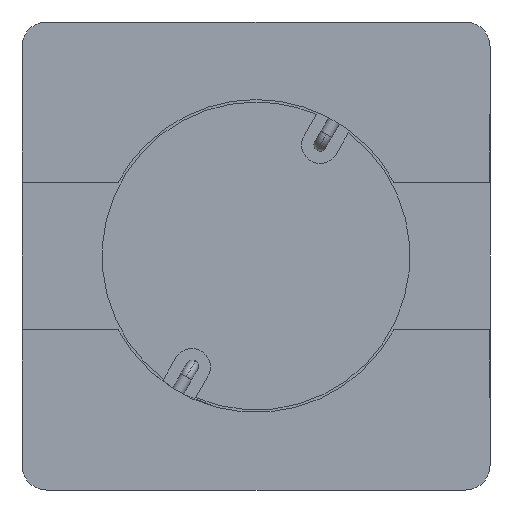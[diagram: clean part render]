
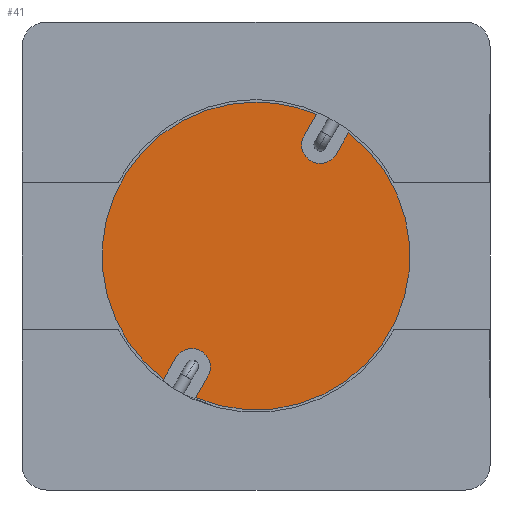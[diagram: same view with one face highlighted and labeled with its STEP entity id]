
A CAD part, front view. The second image highlights one B-rep face of the part: STEP entity #41.
In plain terms, the highlighted planar face has unit normal (0, -1, 0).
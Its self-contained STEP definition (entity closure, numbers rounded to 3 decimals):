
#41 = ADVANCED_FACE ( 'NONE', ( #1866 ), #1361, .T. ) ;
#50 = EDGE_CURVE ( 'NONE', #984, #1646, #610, .T. ) ;
#150 = ORIENTED_EDGE ( 'NONE', *, *, #1503, .T. ) ;
#159 = LINE ( 'NONE', #1654, #413 ) ;
#189 = CARTESIAN_POINT ( 'NONE',  ( -0.52, -0.95, -0.752 ) ) ;
#226 = CARTESIAN_POINT ( 'NONE',  ( 0.491, -0.95, 1.15 ) ) ;
#253 = DIRECTION ( 'NONE',  ( 0., -1., 0. ) ) ;
#283 = VERTEX_POINT ( 'NONE', #1615 ) ;
#332 = CARTESIAN_POINT ( 'NONE',  ( -0.75, -0.95, -1. ) ) ;
#389 = VERTEX_POINT ( 'NONE', #481 ) ;
#413 = VECTOR ( 'NONE', #2570, 1000. ) ;
#424 = VERTEX_POINT ( 'NONE', #520 ) ;
#471 = CIRCLE ( 'NONE', #1533, 1.25 ) ;
#481 = CARTESIAN_POINT ( 'NONE',  ( -0.65, -0.95, -0.827 ) ) ;
#491 = VERTEX_POINT ( 'NONE', #2767 ) ;
#520 = CARTESIAN_POINT ( 'NONE',  ( 0.391, -0.95, 0.977 ) ) ;
#544 = ORIENTED_EDGE ( 'NONE', *, *, #50, .T. ) ;
#579 = VECTOR ( 'NONE', #1874, 1000. ) ;
#610 = CIRCLE ( 'NONE', #1669, 0.15 ) ;
#613 = DIRECTION ( 'NONE',  ( 0., 0., -1. ) ) ;
#620 = CARTESIAN_POINT ( 'NONE',  ( 0.491, -0.95, 1.15 ) ) ;
#741 = DIRECTION ( 'NONE',  ( 0., 0., -1. ) ) ;
#742 = EDGE_CURVE ( 'NONE', #491, #2782, #471, .T. ) ;
#797 = AXIS2_PLACEMENT_3D ( 'NONE', #1628, #2761, #932 ) ;
#846 = VERTEX_POINT ( 'NONE', #620 ) ;
#932 = DIRECTION ( 'NONE',  ( 0., 0., -1. ) ) ;
#938 = DIRECTION ( 'NONE',  ( -0.5, 0., -0.866 ) ) ;
#956 = CARTESIAN_POINT ( 'NONE',  ( 0.65, -0.95, 0.827 ) ) ;
#962 = AXIS2_PLACEMENT_3D ( 'NONE', #2930, #1810, #2236 ) ;
#977 = CIRCLE ( 'NONE', #2871, 0.15 ) ;
#984 = VERTEX_POINT ( 'NONE', #189 ) ;
#1029 = EDGE_CURVE ( 'NONE', #2607, #424, #2021, .T. ) ;
#1058 = CARTESIAN_POINT ( 'NONE',  ( 0., -0.95, 0. ) ) ;
#1099 = CARTESIAN_POINT ( 'NONE',  ( 0.75, -0.95, 1. ) ) ;
#1102 = CIRCLE ( 'NONE', #2800, 1.25 ) ;
#1132 = DIRECTION ( 'NONE',  ( 0., -1., 0. ) ) ;
#1158 = DIRECTION ( 'NONE',  ( 0., 1., 0. ) ) ;
#1170 = EDGE_CURVE ( 'NONE', #846, #283, #2828, .T. ) ;
#1259 = ORIENTED_EDGE ( 'NONE', *, *, #2108, .T. ) ;
#1275 = ORIENTED_EDGE ( 'NONE', *, *, #2159, .T. ) ;
#1355 = VERTEX_POINT ( 'NONE', #332 ) ;
#1361 = PLANE ( 'NONE',  #962 ) ;
#1417 = CARTESIAN_POINT ( 'NONE',  ( -0.52, -0.95, -0.902 ) ) ;
#1457 = ORIENTED_EDGE ( 'NONE', *, *, #2563, .T. ) ;
#1493 = EDGE_CURVE ( 'NONE', #283, #1355, #1102, .T. ) ;
#1503 = EDGE_CURVE ( 'NONE', #2782, #2607, #1772, .T. ) ;
#1533 = AXIS2_PLACEMENT_3D ( 'NONE', #1058, #2858, #2850 ) ;
#1552 = EDGE_LOOP ( 'NONE', ( #2048, #1635, #1259, #2279, #544, #1275, #2573, #150, #2002, #1457 ) ) ;
#1602 = DIRECTION ( 'NONE',  ( 0., 1., 0. ) ) ;
#1615 = CARTESIAN_POINT ( 'NONE',  ( 0., -0.95, 1.25 ) ) ;
#1628 = CARTESIAN_POINT ( 'NONE',  ( 0.52, -0.95, 0.902 ) ) ;
#1635 = ORIENTED_EDGE ( 'NONE', *, *, #1493, .T. ) ;
#1646 = VERTEX_POINT ( 'NONE', #1691 ) ;
#1654 = CARTESIAN_POINT ( 'NONE',  ( -0.75, -0.95, -1. ) ) ;
#1669 = AXIS2_PLACEMENT_3D ( 'NONE', #1417, #1158, #2327 ) ;
#1691 = CARTESIAN_POINT ( 'NONE',  ( -0.391, -0.95, -0.977 ) ) ;
#1772 = LINE ( 'NONE', #2582, #2768 ) ;
#1810 = DIRECTION ( 'NONE',  ( 0., -1., 0. ) ) ;
#1824 = AXIS2_PLACEMENT_3D ( 'NONE', #2491, #1132, #613 ) ;
#1866 = FACE_OUTER_BOUND ( 'NONE', #1552, .T. ) ;
#1874 = DIRECTION ( 'NONE',  ( 0.5, 0., 0.866 ) ) ;
#1917 = CARTESIAN_POINT ( 'NONE',  ( 0., -0.95, 0. ) ) ;
#2002 = ORIENTED_EDGE ( 'NONE', *, *, #1029, .T. ) ;
#2021 = CIRCLE ( 'NONE', #797, 0.15 ) ;
#2048 = ORIENTED_EDGE ( 'NONE', *, *, #1170, .T. ) ;
#2108 = EDGE_CURVE ( 'NONE', #1355, #389, #159, .T. ) ;
#2125 = DIRECTION ( 'NONE',  ( -0.5, 0., -0.866 ) ) ;
#2159 = EDGE_CURVE ( 'NONE', #1646, #491, #2937, .T. ) ;
#2236 = DIRECTION ( 'NONE',  ( 0., 0., -1. ) ) ;
#2279 = ORIENTED_EDGE ( 'NONE', *, *, #2559, .T. ) ;
#2327 = DIRECTION ( 'NONE',  ( 0., 0., -1. ) ) ;
#2491 = CARTESIAN_POINT ( 'NONE',  ( 0., -0.95, 0. ) ) ;
#2515 = LINE ( 'NONE', #226, #579 ) ;
#2547 = CARTESIAN_POINT ( 'NONE',  ( -0.52, -0.95, -0.902 ) ) ;
#2559 = EDGE_CURVE ( 'NONE', #389, #984, #977, .T. ) ;
#2563 = EDGE_CURVE ( 'NONE', #424, #846, #2515, .T. ) ;
#2570 = DIRECTION ( 'NONE',  ( 0.5, 0., 0.866 ) ) ;
#2573 = ORIENTED_EDGE ( 'NONE', *, *, #742, .T. ) ;
#2582 = CARTESIAN_POINT ( 'NONE',  ( 0.75, -0.95, 1. ) ) ;
#2607 = VERTEX_POINT ( 'NONE', #956 ) ;
#2761 = DIRECTION ( 'NONE',  ( 0., 1., 0. ) ) ;
#2766 = DIRECTION ( 'NONE',  ( 0., 0., -1. ) ) ;
#2767 = CARTESIAN_POINT ( 'NONE',  ( -0.491, -0.95, -1.15 ) ) ;
#2768 = VECTOR ( 'NONE', #2125, 1000. ) ;
#2782 = VERTEX_POINT ( 'NONE', #1099 ) ;
#2797 = CARTESIAN_POINT ( 'NONE',  ( -0.491, -0.95, -1.15 ) ) ;
#2800 = AXIS2_PLACEMENT_3D ( 'NONE', #1917, #253, #741 ) ;
#2828 = CIRCLE ( 'NONE', #1824, 1.25 ) ;
#2850 = DIRECTION ( 'NONE',  ( 0., 0., -1. ) ) ;
#2858 = DIRECTION ( 'NONE',  ( 0., -1., 0. ) ) ;
#2871 = AXIS2_PLACEMENT_3D ( 'NONE', #2547, #1602, #2766 ) ;
#2930 = CARTESIAN_POINT ( 'NONE',  ( 0., -0.95, 0. ) ) ;
#2937 = LINE ( 'NONE', #2797, #2979 ) ;
#2979 = VECTOR ( 'NONE', #938, 1000. ) ;
